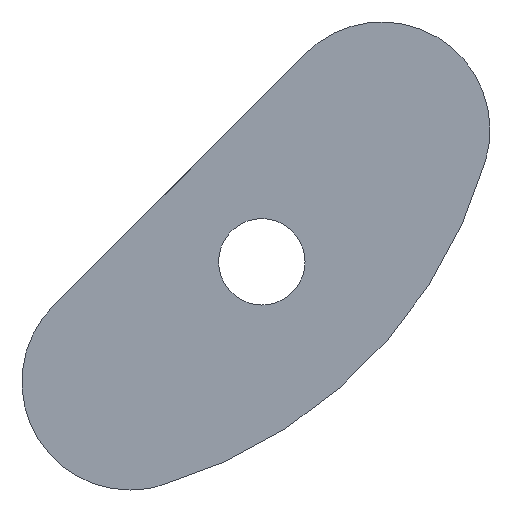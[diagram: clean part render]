
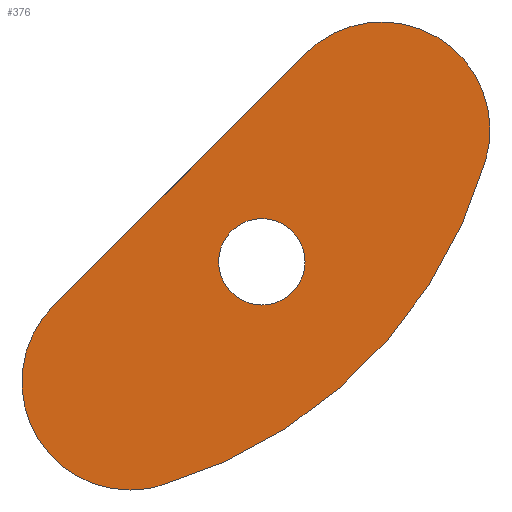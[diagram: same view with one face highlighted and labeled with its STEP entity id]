
A CAD part, front view. The second image highlights one B-rep face of the part: STEP entity #376.
In plain terms, the highlighted planar face has unit normal (0, -1, 0).
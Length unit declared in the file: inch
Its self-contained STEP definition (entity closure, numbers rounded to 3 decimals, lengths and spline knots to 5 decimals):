
#3 = VECTOR ( 'NONE', #453, 39.37008 ) ;
#4 = CIRCLE ( 'NONE', #429, 1.4375 ) ;
#7 = PLANE ( 'NONE',  #348 ) ;
#10 = CARTESIAN_POINT ( 'NONE',  ( 0.70711, -0.375, -0.57711 ) ) ;
#16 = FACE_BOUND ( 'NONE', #583, .T. ) ;
#20 = EDGE_CURVE ( 'NONE', #83, #369, #63, .T. ) ;
#40 = EDGE_CURVE ( 'NONE', #332, #428, #253, .T. ) ;
#43 = AXIS2_PLACEMENT_3D ( 'NONE', #364, #356, #173 ) ;
#58 = CARTESIAN_POINT ( 'NONE',  ( 0.70711, -0.375, -0.70711 ) ) ;
#63 = LINE ( 'NONE', #163, #3 ) ;
#81 = VERTEX_POINT ( 'NONE', #455 ) ;
#83 = VERTEX_POINT ( 'NONE', #501 ) ;
#99 = CARTESIAN_POINT ( 'NONE',  ( 1.38034, -0.375, -0.40133 ) ) ;
#102 = CARTESIAN_POINT ( 'NONE',  ( 0.31059, -0.375, -1.06826 ) ) ;
#105 = CIRCLE ( 'NONE', #219, 0.13 ) ;
#133 = CARTESIAN_POINT ( 'NONE',  ( 0.70711, -0.375, -0.83711 ) ) ;
#141 = DIRECTION ( 'NONE',  ( 0., 0., 1. ) ) ;
#144 = VERTEX_POINT ( 'NONE', #274 ) ;
#149 = ORIENTED_EDGE ( 'NONE', *, *, #20, .F. ) ;
#163 = CARTESIAN_POINT ( 'NONE',  ( -0.447, -0.375, -1.36624 ) ) ;
#173 = DIRECTION ( 'NONE',  ( 0., 0., 1. ) ) ;
#189 = EDGE_LOOP ( 'NONE', ( #433, #336, #149, #412, #292 ) ) ;
#206 = DIRECTION ( 'NONE',  ( 0., 0., 1. ) ) ;
#207 = ORIENTED_EDGE ( 'NONE', *, *, #454, .T. ) ;
#208 = DIRECTION ( 'NONE',  ( 0., 0., 1. ) ) ;
#219 = AXIS2_PLACEMENT_3D ( 'NONE', #352, #345, #592 ) ;
#240 = AXIS2_PLACEMENT_3D ( 'NONE', #58, #261, #499 ) ;
#253 = CIRCLE ( 'NONE', #240, 0.13 ) ;
#261 = DIRECTION ( 'NONE',  ( 0., 1., 0. ) ) ;
#262 = AXIS2_PLACEMENT_3D ( 'NONE', #471, #616, #141 ) ;
#265 = DIRECTION ( 'NONE',  ( 0., 1., 0. ) ) ;
#268 = EDGE_CURVE ( 'NONE', #338, #369, #622, .T. ) ;
#274 = CARTESIAN_POINT ( 'NONE',  ( 0.31059, -0.375, -1.39326 ) ) ;
#292 = ORIENTED_EDGE ( 'NONE', *, *, #351, .T. ) ;
#301 = CARTESIAN_POINT ( 'NONE',  ( 0.83845, -0.375, -0.08078 ) ) ;
#315 = DIRECTION ( 'NONE',  ( 0., 0., 1. ) ) ;
#329 = AXIS2_PLACEMENT_3D ( 'NONE', #102, #539, #206 ) ;
#332 = VERTEX_POINT ( 'NONE', #133 ) ;
#336 = ORIENTED_EDGE ( 'NONE', *, *, #268, .T. ) ;
#338 = VERTEX_POINT ( 'NONE', #99 ) ;
#343 = DIRECTION ( 'NONE',  ( 0., 1., 0. ) ) ;
#345 = DIRECTION ( 'NONE',  ( 0., 1., 0. ) ) ;
#348 = AXIS2_PLACEMENT_3D ( 'NONE', #584, #343, #208 ) ;
#351 = EDGE_CURVE ( 'NONE', #144, #81, #421, .T. ) ;
#352 = CARTESIAN_POINT ( 'NONE',  ( 0.70711, -0.375, -0.70711 ) ) ;
#356 = DIRECTION ( 'NONE',  ( 0., -1., 0. ) ) ;
#364 = CARTESIAN_POINT ( 'NONE',  ( 0.31059, -0.375, -1.06826 ) ) ;
#369 = VERTEX_POINT ( 'NONE', #301 ) ;
#376 = ADVANCED_FACE ( 'NONE', ( #491, #16 ), #7, .F. ) ;
#412 = ORIENTED_EDGE ( 'NONE', *, *, #526, .T. ) ;
#421 = CIRCLE ( 'NONE', #329, 0.325 ) ;
#428 = VERTEX_POINT ( 'NONE', #10 ) ;
#429 = AXIS2_PLACEMENT_3D ( 'NONE', #558, #265, #315 ) ;
#433 = ORIENTED_EDGE ( 'NONE', *, *, #498, .F. ) ;
#453 = DIRECTION ( 'NONE',  ( 0.707, 0., 0.707 ) ) ;
#454 = EDGE_CURVE ( 'NONE', #428, #332, #105, .T. ) ;
#455 = CARTESIAN_POINT ( 'NONE',  ( 0.40133, -0.375, -1.38034 ) ) ;
#471 = CARTESIAN_POINT ( 'NONE',  ( 1.06826, -0.375, -0.31059 ) ) ;
#491 = FACE_OUTER_BOUND ( 'NONE', #189, .T. ) ;
#498 = EDGE_CURVE ( 'NONE', #338, #81, #4, .T. ) ;
#499 = DIRECTION ( 'NONE',  ( 0., 0., 1. ) ) ;
#501 = CARTESIAN_POINT ( 'NONE',  ( 0.08078, -0.375, -0.83845 ) ) ;
#526 = EDGE_CURVE ( 'NONE', #83, #144, #588, .T. ) ;
#539 = DIRECTION ( 'NONE',  ( 0., -1., 0. ) ) ;
#558 = CARTESIAN_POINT ( 'NONE',  ( 0., -0.375, 0. ) ) ;
#583 = EDGE_LOOP ( 'NONE', ( #607, #207 ) ) ;
#584 = CARTESIAN_POINT ( 'NONE',  ( 0., -0.375, 0. ) ) ;
#588 = CIRCLE ( 'NONE', #43, 0.325 ) ;
#592 = DIRECTION ( 'NONE',  ( 0., 0., 1. ) ) ;
#607 = ORIENTED_EDGE ( 'NONE', *, *, #40, .T. ) ;
#616 = DIRECTION ( 'NONE',  ( 0., -1., 0. ) ) ;
#622 = CIRCLE ( 'NONE', #262, 0.325 ) ;
